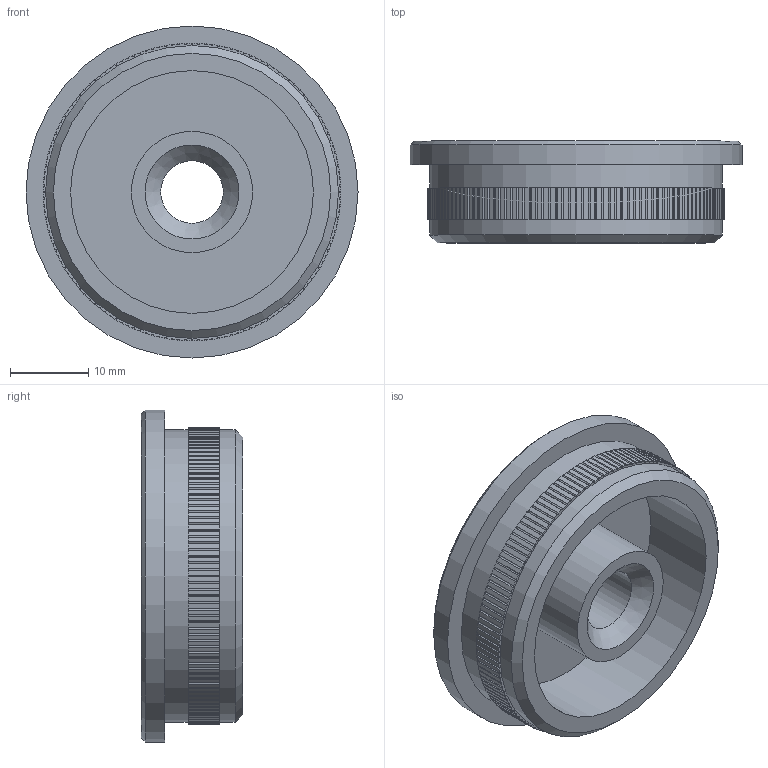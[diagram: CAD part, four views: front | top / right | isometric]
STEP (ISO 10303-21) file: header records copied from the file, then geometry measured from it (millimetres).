
FILE_DESCRIPTION(/* description */ (''),/* implementation_level */ '2;1');
FILE_NAME(/* name */ '47143.ipt.step',/* time_stamp */ '2022-07-18T12:52:35+02:00',/* author */ ('Abt. Technik'),/* organization */ (''),/* preprocessor_version */ 'ST-DEVELOPER v18.1',/* originating_system */ 'Autodesk Inventor 2022',/* authorisation */ '');
FILE_SCHEMA (('AUTOMOTIVE_DESIGN { 1 0 10303 214 3 1 1 }'));
Length unit declared in the file: millimetre
Products named in the file (1): 47143
Bounding box: 42.4 x 13 x 42.4 mm (x, y, z)
Volume: 8844.4 mm3; surface area: 6078.8 mm2
Topology: 1 solids, 1 shells, 297 faces, 869 edges, 579 vertices
Faces by surface type: cylinder 286, plane 7, cone 4
Full cylindrical faces by diameter (mm): 8 x1, 15.5 x1, 31 x1, 37.4 x2, 42.4 x1
Entity records: 10261 total; most frequent: DIRECTION 2044, CARTESIAN_POINT 1746, ORIENTED_EDGE 1738, AXIS2_PLACEMENT_3D 877, EDGE_CURVE 869, CIRCLE 579, VERTEX_POINT 579, EDGE_LOOP 304
